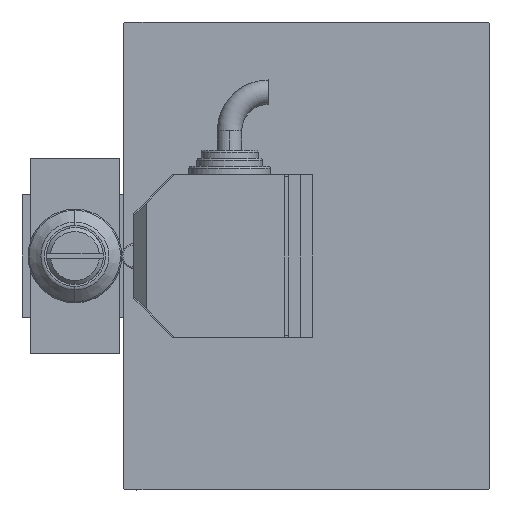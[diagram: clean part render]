
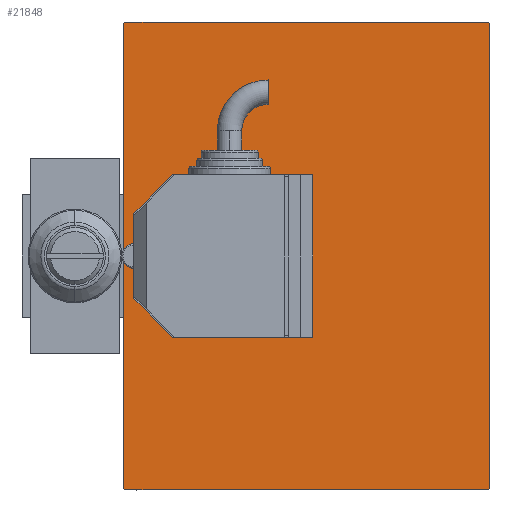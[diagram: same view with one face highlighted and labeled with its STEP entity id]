
A CAD part, left-side view. The second image highlights one B-rep face of the part: STEP entity #21848.
In plain terms, the highlighted face is planar.
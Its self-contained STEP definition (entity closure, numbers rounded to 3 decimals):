
#555 = ORIENTED_EDGE ( 'NONE', *, *, #14117, .T. ) ;
#747 = VECTOR ( 'NONE', #4387, 1000. ) ;
#1042 = ORIENTED_EDGE ( 'NONE', *, *, #27028, .T. ) ;
#1190 = CARTESIAN_POINT ( 'NONE',  ( 108., 45., 57.5 ) ) ;
#1826 = CARTESIAN_POINT ( 'NONE',  ( 108., -44.7, -57.5 ) ) ;
#2313 = VECTOR ( 'NONE', #12644, 1000. ) ;
#3513 = VERTEX_POINT ( 'NONE', #28903 ) ;
#3558 = VECTOR ( 'NONE', #11299, 1000. ) ;
#4387 = DIRECTION ( 'NONE',  ( 0., 1., 0. ) ) ;
#4971 = CARTESIAN_POINT ( 'NONE',  ( 108., 45., 57.2 ) ) ;
#5657 = LINE ( 'NONE', #20669, #28159 ) ;
#7441 = LINE ( 'NONE', #22687, #31658 ) ;
#7905 = CARTESIAN_POINT ( 'NONE',  ( 108., -45., -57.2 ) ) ;
#8216 = LINE ( 'NONE', #23220, #9976 ) ;
#8714 = CARTESIAN_POINT ( 'NONE',  ( 108., -45., 57.5 ) ) ;
#9427 = EDGE_LOOP ( 'NONE', ( #555, #15582, #37223, #35955, #1042, #44464, #41858, #12009 ) ) ;
#9507 = EDGE_CURVE ( 'NONE', #37659, #24299, #18189, .T. ) ;
#9852 = EDGE_CURVE ( 'NONE', #28437, #37659, #38689, .T. ) ;
#9976 = VECTOR ( 'NONE', #45098, 1000. ) ;
#10565 = VERTEX_POINT ( 'NONE', #35161 ) ;
#10949 = VECTOR ( 'NONE', #34398, 1000. ) ;
#11299 = DIRECTION ( 'NONE',  ( 0., -0.707, -0.707 ) ) ;
#12009 = ORIENTED_EDGE ( 'NONE', *, *, #9507, .T. ) ;
#12644 = DIRECTION ( 'NONE',  ( 0., 0., -1. ) ) ;
#14060 = VERTEX_POINT ( 'NONE', #19153 ) ;
#14117 = EDGE_CURVE ( 'NONE', #24299, #14060, #26763, .T. ) ;
#14505 = CARTESIAN_POINT ( 'NONE',  ( 108., -51.1, -51.1 ) ) ;
#15461 = LINE ( 'NONE', #44970, #3558 ) ;
#15582 = ORIENTED_EDGE ( 'NONE', *, *, #32746, .T. ) ;
#18044 = VECTOR ( 'NONE', #47443, 1000. ) ;
#18189 = LINE ( 'NONE', #14505, #18044 ) ;
#19153 = CARTESIAN_POINT ( 'NONE',  ( 108., 44.7, -57.5 ) ) ;
#19371 = VERTEX_POINT ( 'NONE', #4971 ) ;
#20669 = CARTESIAN_POINT ( 'NONE',  ( 108., 51.1, 51.1 ) ) ;
#21848 = ADVANCED_FACE ( 'NONE', ( #24722 ), #47817, .T. ) ;
#21951 = EDGE_CURVE ( 'NONE', #3513, #19371, #8216, .T. ) ;
#22687 = CARTESIAN_POINT ( 'NONE',  ( 108., 51.1, -51.1 ) ) ;
#23220 = CARTESIAN_POINT ( 'NONE',  ( 108., 45., -57.5 ) ) ;
#24299 = VERTEX_POINT ( 'NONE', #1826 ) ;
#24722 = FACE_OUTER_BOUND ( 'NONE', #9427, .T. ) ;
#25801 = VERTEX_POINT ( 'NONE', #26806 ) ;
#26763 = LINE ( 'NONE', #42254, #747 ) ;
#26776 = EDGE_CURVE ( 'NONE', #19371, #10565, #5657, .T. ) ;
#26806 = CARTESIAN_POINT ( 'NONE',  ( 108., -44.7, 57.5 ) ) ;
#27028 = EDGE_CURVE ( 'NONE', #10565, #25801, #34646, .T. ) ;
#28159 = VECTOR ( 'NONE', #35661, 1000. ) ;
#28437 = VERTEX_POINT ( 'NONE', #41022 ) ;
#28903 = CARTESIAN_POINT ( 'NONE',  ( 108., 45., -57.2 ) ) ;
#29820 = DIRECTION ( 'NONE',  ( 0., 0.707, 0.707 ) ) ;
#31658 = VECTOR ( 'NONE', #29820, 1000. ) ;
#32746 = EDGE_CURVE ( 'NONE', #14060, #3513, #7441, .T. ) ;
#34398 = DIRECTION ( 'NONE',  ( 0., -1., 0. ) ) ;
#34646 = LINE ( 'NONE', #1190, #10949 ) ;
#35161 = CARTESIAN_POINT ( 'NONE',  ( 108., 44.7, 57.5 ) ) ;
#35661 = DIRECTION ( 'NONE',  ( 0., -0.707, 0.707 ) ) ;
#35955 = ORIENTED_EDGE ( 'NONE', *, *, #26776, .T. ) ;
#36431 = AXIS2_PLACEMENT_3D ( 'NONE', #36755, #40204, #39964 ) ;
#36755 = CARTESIAN_POINT ( 'NONE',  ( 108., 0., 0. ) ) ;
#37223 = ORIENTED_EDGE ( 'NONE', *, *, #21951, .T. ) ;
#37659 = VERTEX_POINT ( 'NONE', #7905 ) ;
#37928 = EDGE_CURVE ( 'NONE', #25801, #28437, #15461, .T. ) ;
#38689 = LINE ( 'NONE', #8714, #2313 ) ;
#39964 = DIRECTION ( 'NONE',  ( 0., 0., -1. ) ) ;
#40204 = DIRECTION ( 'NONE',  ( 1., 0., 0. ) ) ;
#41022 = CARTESIAN_POINT ( 'NONE',  ( 108., -45., 57.2 ) ) ;
#41858 = ORIENTED_EDGE ( 'NONE', *, *, #9852, .T. ) ;
#42254 = CARTESIAN_POINT ( 'NONE',  ( 108., -45., -57.5 ) ) ;
#44464 = ORIENTED_EDGE ( 'NONE', *, *, #37928, .T. ) ;
#44970 = CARTESIAN_POINT ( 'NONE',  ( 108., -51.1, 51.1 ) ) ;
#45098 = DIRECTION ( 'NONE',  ( 0., 0., 1. ) ) ;
#47443 = DIRECTION ( 'NONE',  ( 0., 0.707, -0.707 ) ) ;
#47817 = PLANE ( 'NONE',  #36431 ) ;
